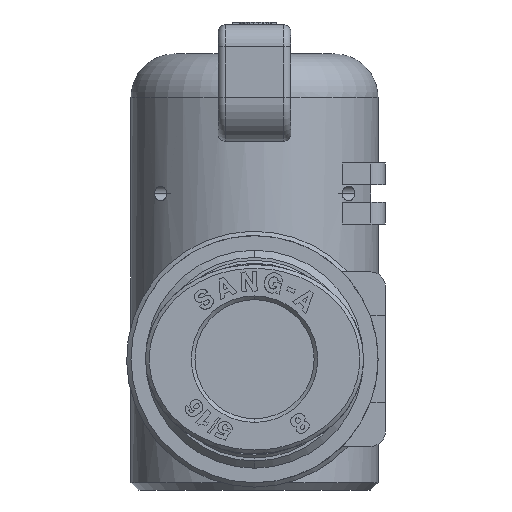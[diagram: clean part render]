
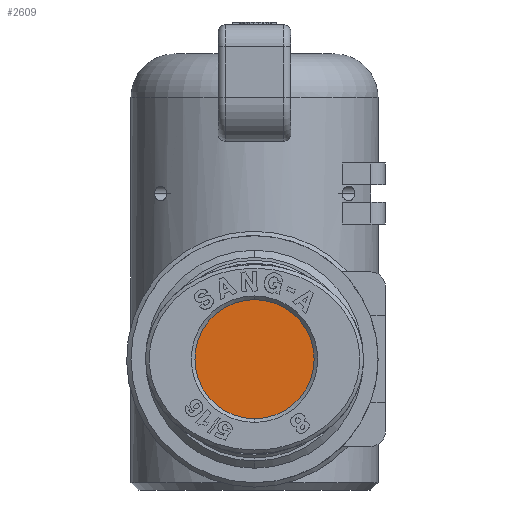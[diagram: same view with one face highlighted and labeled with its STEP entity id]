
A CAD part, front view. The second image highlights one B-rep face of the part: STEP entity #2609.
In plain terms, the highlighted planar face has unit normal (0, -1, 0).
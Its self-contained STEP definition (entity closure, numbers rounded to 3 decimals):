
#2551=CARTESIAN_POINT('',(196.269,8.4,-16.209));
#2552=VERTEX_POINT('',#2551);
#2559=CARTESIAN_POINT('',(196.269,8.4,-8.009));
#2560=VERTEX_POINT('',#2559);
#2561=CARTESIAN_POINT('',(196.269,8.4,-12.109));
#2562=DIRECTION('',(0.0,1.0,0.0));
#2563=DIRECTION('',(0.0,0.0,-1.0));
#2564=AXIS2_PLACEMENT_3D('',#2561,#2562,#2563);
#2565=CIRCLE('',#2564,4.1);
#2566=EDGE_CURVE('',#2552,#2560,#2565,.T.);
#2594=CARTESIAN_POINT('',(196.269,8.4,-12.109));
#2595=DIRECTION('',(0.0,1.0,0.0));
#2596=DIRECTION('',(0.0,0.0,-1.0));
#2597=AXIS2_PLACEMENT_3D('',#2594,#2595,#2596);
#2598=PLANE('',#2597);
#2599=ORIENTED_EDGE('',*,*,#2566,.F.);
#2600=CARTESIAN_POINT('',(196.269,8.4,-12.109));
#2601=DIRECTION('',(0.0,1.0,0.0));
#2602=DIRECTION('',(0.0,0.0,-1.0));
#2603=AXIS2_PLACEMENT_3D('',#2600,#2601,#2602);
#2604=CIRCLE('',#2603,4.1);
#2605=EDGE_CURVE('',#2560,#2552,#2604,.T.);
#2606=ORIENTED_EDGE('',*,*,#2605,.F.);
#2607=EDGE_LOOP('',(#2599,#2606));
#2608=FACE_OUTER_BOUND('',#2607,.T.);
#2609=ADVANCED_FACE('',(#2608),#2598,.F.);
